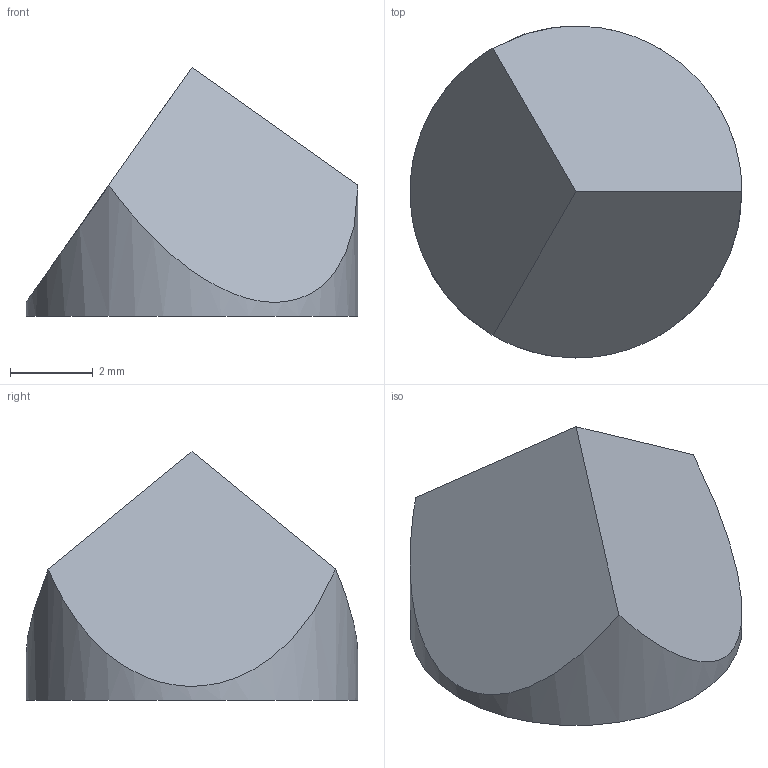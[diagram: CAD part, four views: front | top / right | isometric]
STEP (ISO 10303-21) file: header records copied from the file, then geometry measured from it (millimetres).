
FILE_DESCRIPTION (( 'STEP AP203' ), '1' );
FILE_NAME ('371500.STEP', '2024-06-11T08:15:01', ( 'Windows User' ), ( 'P R C' ), 'SwSTEP 2.0', 'SolidWorks 2020', '' );
FILE_SCHEMA (( 'CONFIG_CONTROL_DESIGN' ));
Length unit declared in the file: millimetre
Products named in the file (1): 371500
Bounding box: 8 x 8 x 6 mm (x, y, z)
Volume: 144.6 mm3; surface area: 170.5 mm2
Topology: 1 solids, 1 shells, 5 faces, 8 edges, 5 vertices
Faces by surface type: plane 4, cylinder 1
Full cylindrical faces by diameter (mm): 8.001 x1
Entity records: 187 total; most frequent: CARTESIAN_POINT 27, DIRECTION 17, ORIENTED_EDGE 14, PERSON_AND_ORGANIZATION 8, EDGE_CURVE 7, AXIS2_PLACEMENT_3D 7, FACE_OUTER_BOUND 6, EDGE_LOOP 6
